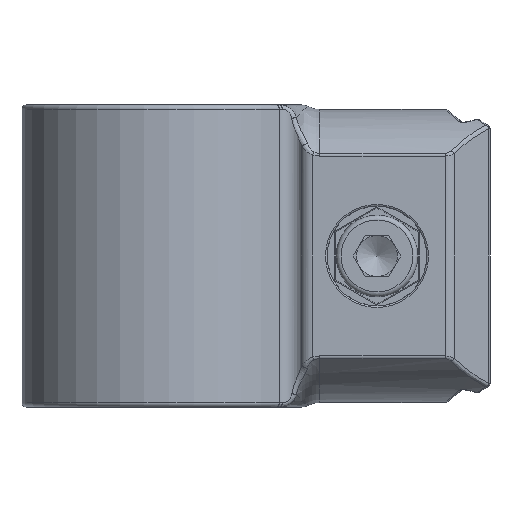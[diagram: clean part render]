
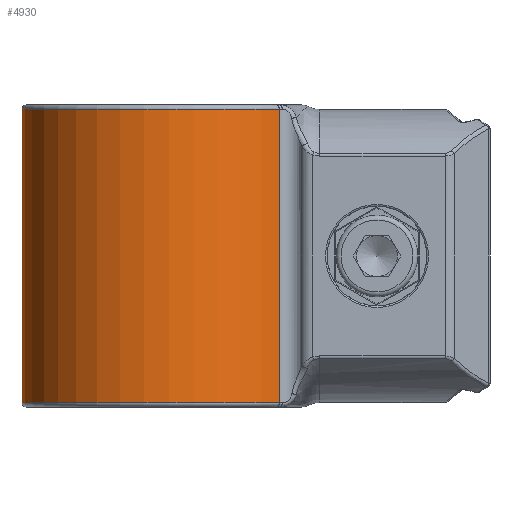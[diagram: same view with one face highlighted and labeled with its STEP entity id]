
A CAD part, left-side view. The second image highlights one B-rep face of the part: STEP entity #4930.
In plain terms, the highlighted cylindrical face has radius 18 mm (diameter 36 mm), a partial arc.
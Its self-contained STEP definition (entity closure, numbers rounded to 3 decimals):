
#409=CYLINDRICAL_SURFACE('',#5418,18.);
#526=LINE('',#7624,#819);
#527=LINE('',#7627,#820);
#819=VECTOR('',#6071,1000.);
#820=VECTOR('',#6074,1000.);
#1173=FACE_OUTER_BOUND('',#1522,.T.);
#1522=EDGE_LOOP('',(#3417,#3418,#3419,#3420));
#1914=CIRCLE('',#5419,18.);
#1915=CIRCLE('',#5420,18.);
#2193=VERTEX_POINT('',#7620);
#2194=VERTEX_POINT('',#7621);
#2195=VERTEX_POINT('',#7623);
#2196=VERTEX_POINT('',#7625);
#2640=EDGE_CURVE('',#2193,#2194,#1914,.T.);
#2641=EDGE_CURVE('',#2194,#2195,#526,.T.);
#2642=EDGE_CURVE('',#2195,#2196,#1915,.T.);
#2643=EDGE_CURVE('',#2193,#2196,#527,.T.);
#3417=ORIENTED_EDGE('',*,*,#2640,.T.);
#3418=ORIENTED_EDGE('',*,*,#2641,.T.);
#3419=ORIENTED_EDGE('',*,*,#2642,.T.);
#3420=ORIENTED_EDGE('',*,*,#2643,.F.);
#4930=ADVANCED_FACE('',(#1173),#409,.T.);
#5418=AXIS2_PLACEMENT_3D('',#7619,#6067,#6068);
#5419=AXIS2_PLACEMENT_3D('',#7622,#6069,#6070);
#5420=AXIS2_PLACEMENT_3D('',#7626,#6072,#6073);
#6067=DIRECTION('center_axis',(0.,0.,-1.));
#6068=DIRECTION('ref_axis',(-1.,0.,0.));
#6069=DIRECTION('center_axis',(0.,0.,-1.));
#6070=DIRECTION('ref_axis',(1.,0.,0.));
#6071=DIRECTION('',(0.,0.,-1.));
#6072=DIRECTION('center_axis',(0.,0.,1.));
#6073=DIRECTION('ref_axis',(1.,0.,0.));
#6074=DIRECTION('',(0.,0.,-1.));
#7619=CARTESIAN_POINT('Origin',(0.,25.5,18.5));
#7620=CARTESIAN_POINT('',(-11.879,11.976,18.));
#7621=CARTESIAN_POINT('',(-0.708,43.486,18.));
#7622=CARTESIAN_POINT('Origin',(0.,25.5,18.));
#7623=CARTESIAN_POINT('',(-0.708,43.486,-18.));
#7624=CARTESIAN_POINT('',(-0.708,43.486,18.5));
#7625=CARTESIAN_POINT('',(-11.879,11.976,-18.));
#7626=CARTESIAN_POINT('Origin',(0.,25.5,-18.));
#7627=CARTESIAN_POINT('',(-11.879,11.976,18.5));
